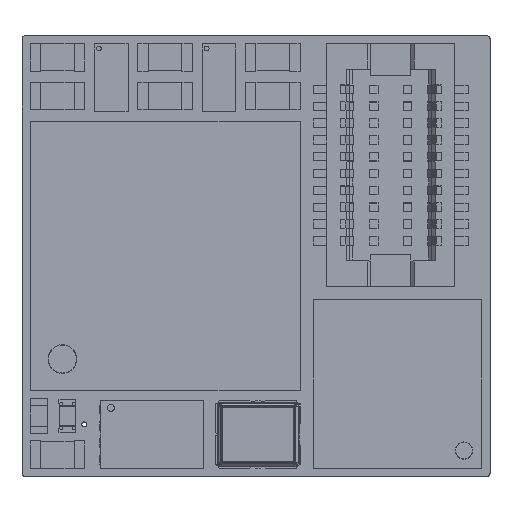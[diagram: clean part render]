
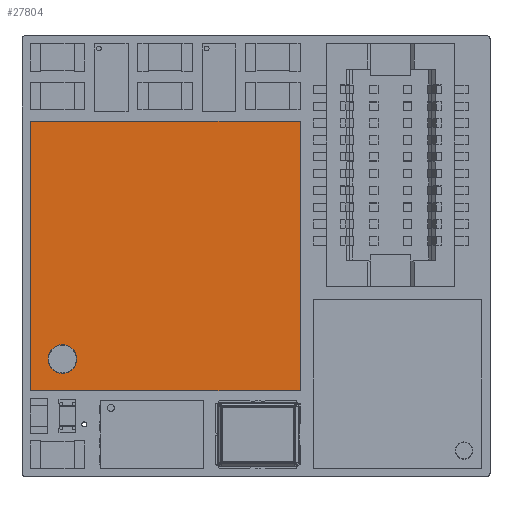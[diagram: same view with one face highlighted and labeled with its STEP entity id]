
A CAD part, top view. The second image highlights one B-rep face of the part: STEP entity #27804.
In plain terms, the highlighted planar face has unit normal (0, 0, 1).
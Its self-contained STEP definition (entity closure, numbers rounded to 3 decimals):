
#3041=CIRCLE('',#87269,0.427);
#3441=CIRCLE('',#87676,0.427);
#27804=ADVANCED_FACE('',(#31898,#31899),#30507,.T.);
#30507=PLANE('',#87677);
#31898=FACE_BOUND('',#34377,.T.);
#31899=FACE_BOUND('',#34378,.T.);
#34377=EDGE_LOOP('',(#46338,#46339));
#34378=EDGE_LOOP('',(#46340,#46341,#46342,#46343));
#46338=ORIENTED_EDGE('',*,*,#66357,.T.);
#46339=ORIENTED_EDGE('',*,*,#65944,.T.);
#46340=ORIENTED_EDGE('',*,*,#66350,.T.);
#46341=ORIENTED_EDGE('',*,*,#66353,.T.);
#46342=ORIENTED_EDGE('',*,*,#66355,.T.);
#46343=ORIENTED_EDGE('',*,*,#66356,.T.);
#57933=VERTEX_POINT('',#119921);
#57934=VERTEX_POINT('',#119922);
#58338=VERTEX_POINT('',#120739);
#58339=VERTEX_POINT('',#120741);
#58340=VERTEX_POINT('',#120745);
#58341=VERTEX_POINT('',#120749);
#65944=EDGE_CURVE('',#57933,#57934,#3041,.T.);
#66350=EDGE_CURVE('',#58339,#58338,#73755,.T.);
#66353=EDGE_CURVE('',#58338,#58340,#73758,.T.);
#66355=EDGE_CURVE('',#58340,#58341,#73760,.T.);
#66356=EDGE_CURVE('',#58341,#58339,#73761,.T.);
#66357=EDGE_CURVE('',#57934,#57933,#3441,.T.);
#73755=LINE('',#120740,#80605);
#73758=LINE('',#120746,#80608);
#73760=LINE('',#120750,#80610);
#73761=LINE('',#120752,#80611);
#80605=VECTOR('',#100285,1.);
#80608=VECTOR('',#100290,1.);
#80610=VECTOR('',#100294,1.);
#80611=VECTOR('',#100297,1.);
#87269=AXIS2_PLACEMENT_3D('',#119920,#99474,#99475);
#87676=AXIS2_PLACEMENT_3D('',#120754,#100300,#100301);
#87677=AXIS2_PLACEMENT_3D('',#120755,#100302,#100303);
#99474=DIRECTION('',(0.,0.,-1.));
#99475=DIRECTION('',(1.,0.,0.));
#100285=DIRECTION('',(-1.,0.,0.));
#100290=DIRECTION('',(0.,-1.,0.));
#100294=DIRECTION('',(1.,0.,0.));
#100297=DIRECTION('',(0.,1.,0.));
#100300=DIRECTION('',(0.,0.,-1.));
#100301=DIRECTION('',(1.,0.,0.));
#100302=DIRECTION('',(0.,0.,1.));
#100303=DIRECTION('',(-1.,0.,0.));
#119920=CARTESIAN_POINT('',(-5.748,-3.058,0.85));
#119921=CARTESIAN_POINT('',(-6.175,-3.058,0.85));
#119922=CARTESIAN_POINT('',(-5.322,-3.058,0.85));
#120739=CARTESIAN_POINT('',(-6.69,4.,0.85));
#120740=CARTESIAN_POINT('',(-6.69,4.,0.85));
#120741=CARTESIAN_POINT('',(1.31,4.,0.85));
#120745=CARTESIAN_POINT('',(-6.69,-4.,0.85));
#120746=CARTESIAN_POINT('',(-6.69,-4.,0.85));
#120749=CARTESIAN_POINT('',(1.31,-4.,0.85));
#120750=CARTESIAN_POINT('',(-6.69,-4.,0.85));
#120752=CARTESIAN_POINT('',(1.31,-4.,0.85));
#120754=CARTESIAN_POINT('',(-5.748,-3.058,0.85));
#120755=CARTESIAN_POINT('',(1.31,4.,0.85));
